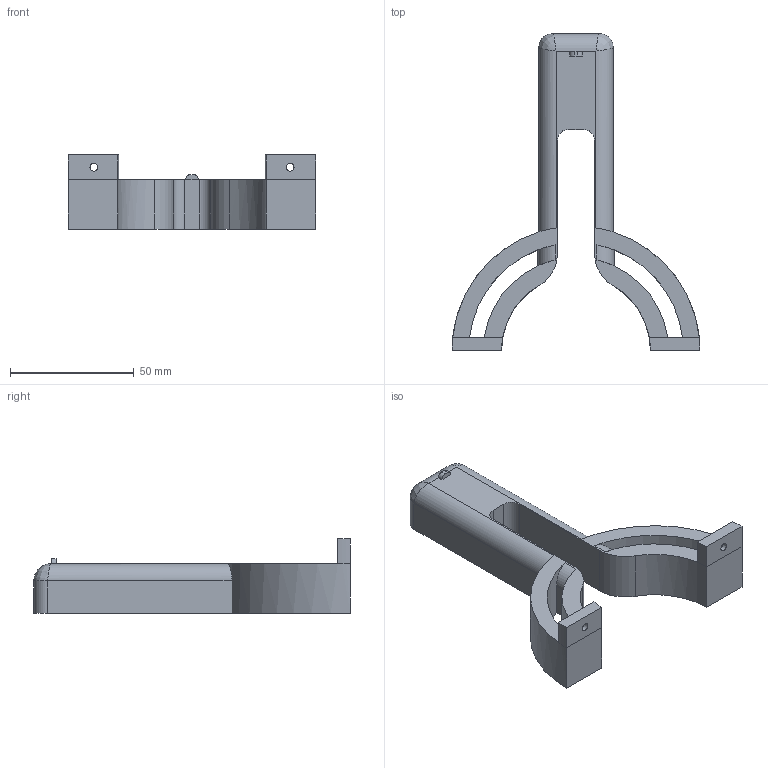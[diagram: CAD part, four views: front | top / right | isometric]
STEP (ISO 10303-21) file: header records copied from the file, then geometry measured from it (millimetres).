
FILE_DESCRIPTION(('FreeCAD Model'),'2;1');
FILE_NAME('Open CASCADE Shape Model','2023-07-05T02:20:45',('Author'),( ''),'Open CASCADE STEP processor 7.6','FreeCAD','Unknown');
FILE_SCHEMA(('AUTOMOTIVE_DESIGN { 1 0 10303 214 1 1 1 1 }'));
Length unit declared in the file: millimetre
Products named in the file (1): spool_holder
Bounding box: 100 x 127.7 x 30 mm (x, y, z)
Volume: 68444.5 mm3; surface area: 22536.1 mm2
Topology: 1 solids, 1 shells, 58 faces, 156 edges, 98 vertices
Faces by surface type: cylinder 29, plane 27, bspline 2
Full cylindrical faces by diameter (mm): 3.2 x2, 7 x2
Entity records: 4623 total; most frequent: CARTESIAN_POINT 1510, DIRECTION 584, LINE 330, VECTOR 330, ORIENTED_EDGE 308, PCURVE 308, DEFINITIONAL_REPRESENTATION 308, EDGE_CURVE 154
